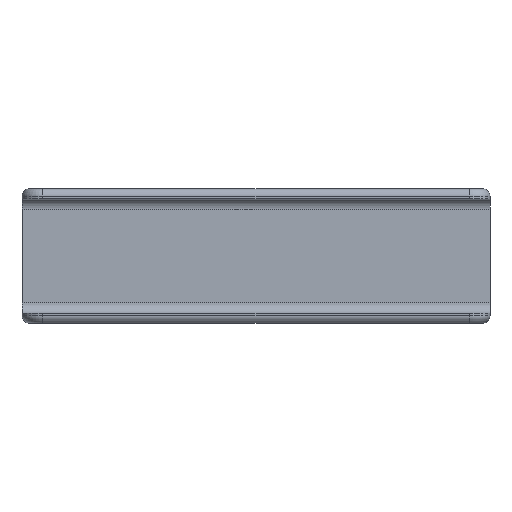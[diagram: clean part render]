
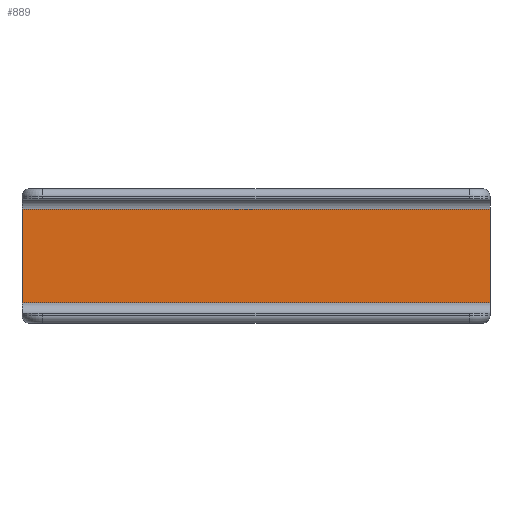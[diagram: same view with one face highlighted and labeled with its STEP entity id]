
A CAD part, top view. The second image highlights one B-rep face of the part: STEP entity #889.
In plain terms, the highlighted planar face has unit normal (0, 0, 1).
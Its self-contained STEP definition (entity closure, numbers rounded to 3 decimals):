
#32 = PLANE('',#33);
#33 = AXIS2_PLACEMENT_3D('',#34,#35,#36);
#34 = CARTESIAN_POINT('',(-45.3,-13.05,-11.74));
#35 = DIRECTION('',(1.,0.,0.));
#36 = DIRECTION('',(0.,0.,1.));
#261 = VERTEX_POINT('',#262);
#262 = CARTESIAN_POINT('',(-45.3,9.05,-9.74));
#277 = CYLINDRICAL_SURFACE('',#278,2.);
#278 = AXIS2_PLACEMENT_3D('',#279,#280,#281);
#279 = CARTESIAN_POINT('',(-60.,9.05,-7.74));
#280 = DIRECTION('',(1.,0.,0.));
#281 = DIRECTION('',(0.,1.,0.));
#289 = EDGE_CURVE('',#261,#290,#292,.T.);
#290 = VERTEX_POINT('',#291);
#291 = CARTESIAN_POINT('',(-45.3,-9.05,-9.74));
#292 = SURFACE_CURVE('',#293,(#297,#303),.PCURVE_S1.);
#293 = LINE('',#294,#295);
#294 = CARTESIAN_POINT('',(-45.3,-12.05,-9.74));
#295 = VECTOR('',#296,1.);
#296 = DIRECTION('',(0.,-1.,0.));
#297 = PCURVE('',#32,#298);
#298 = DEFINITIONAL_REPRESENTATION('',(#299),#302);
#299 = B_SPLINE_CURVE_WITH_KNOTS('',1,(#300,#301),.UNSPECIFIED.,.F.,.F.,
  (2,2),(-21.1,-3.),.PIECEWISE_BEZIER_KNOTS.);
#300 = CARTESIAN_POINT('',(2.,-22.1));
#301 = CARTESIAN_POINT('',(2.,-4.));
#302 = ( GEOMETRIC_REPRESENTATION_CONTEXT(2) 
PARAMETRIC_REPRESENTATION_CONTEXT() REPRESENTATION_CONTEXT('2D SPACE',''
  ) );
#303 = PCURVE('',#304,#309);
#304 = PLANE('',#305);
#305 = AXIS2_PLACEMENT_3D('',#306,#307,#308);
#306 = CARTESIAN_POINT('',(-60.,-11.05,-9.74));
#307 = DIRECTION('',(0.,0.,1.));
#308 = DIRECTION('',(1.,0.,0.));
#309 = DEFINITIONAL_REPRESENTATION('',(#310),#313);
#310 = B_SPLINE_CURVE_WITH_KNOTS('',1,(#311,#312),.UNSPECIFIED.,.F.,.F.,
  (2,2),(-21.1,-3.),.PIECEWISE_BEZIER_KNOTS.);
#311 = CARTESIAN_POINT('',(14.7,20.1));
#312 = CARTESIAN_POINT('',(14.7,2.));
#313 = ( GEOMETRIC_REPRESENTATION_CONTEXT(2) 
PARAMETRIC_REPRESENTATION_CONTEXT() REPRESENTATION_CONTEXT('2D SPACE',''
  ) );
#332 = CYLINDRICAL_SURFACE('',#333,2.);
#333 = AXIS2_PLACEMENT_3D('',#334,#335,#336);
#334 = CARTESIAN_POINT('',(-60.,-9.05,-7.74));
#335 = DIRECTION('',(1.,0.,0.));
#336 = DIRECTION('',(0.,-1.,0.));
#545 = PLANE('',#546);
#546 = AXIS2_PLACEMENT_3D('',#547,#548,#549);
#547 = CARTESIAN_POINT('',(45.3,-13.05,-11.74));
#548 = DIRECTION('',(1.,0.,0.));
#549 = DIRECTION('',(0.,0.,1.));
#792 = EDGE_CURVE('',#290,#793,#795,.T.);
#793 = VERTEX_POINT('',#794);
#794 = CARTESIAN_POINT('',(45.3,-9.05,-9.74));
#795 = SURFACE_CURVE('',#796,(#800,#807),.PCURVE_S1.);
#796 = LINE('',#797,#798);
#797 = CARTESIAN_POINT('',(-60.,-9.05,-9.74));
#798 = VECTOR('',#799,1.);
#799 = DIRECTION('',(1.,0.,0.));
#800 = PCURVE('',#332,#801);
#801 = DEFINITIONAL_REPRESENTATION('',(#802),#806);
#802 = LINE('',#803,#804);
#803 = CARTESIAN_POINT('',(1.571,0.));
#804 = VECTOR('',#805,1.);
#805 = DIRECTION('',(0.,1.));
#806 = ( GEOMETRIC_REPRESENTATION_CONTEXT(2) 
PARAMETRIC_REPRESENTATION_CONTEXT() REPRESENTATION_CONTEXT('2D SPACE',''
  ) );
#807 = PCURVE('',#304,#808);
#808 = DEFINITIONAL_REPRESENTATION('',(#809),#813);
#809 = LINE('',#810,#811);
#810 = CARTESIAN_POINT('',(0.,2.));
#811 = VECTOR('',#812,1.);
#812 = DIRECTION('',(1.,0.));
#813 = ( GEOMETRIC_REPRESENTATION_CONTEXT(2) 
PARAMETRIC_REPRESENTATION_CONTEXT() REPRESENTATION_CONTEXT('2D SPACE',''
  ) );
#889 = ADVANCED_FACE('',(#890),#304,.T.);
#890 = FACE_BOUND('',#891,.T.);
#891 = EDGE_LOOP('',(#892,#893,#894,#915));
#892 = ORIENTED_EDGE('',*,*,#289,.T.);
#893 = ORIENTED_EDGE('',*,*,#792,.T.);
#894 = ORIENTED_EDGE('',*,*,#895,.F.);
#895 = EDGE_CURVE('',#896,#793,#898,.T.);
#896 = VERTEX_POINT('',#897);
#897 = CARTESIAN_POINT('',(45.3,9.05,-9.74));
#898 = SURFACE_CURVE('',#899,(#903,#909),.PCURVE_S1.);
#899 = LINE('',#900,#901);
#900 = CARTESIAN_POINT('',(45.3,-12.05,-9.74));
#901 = VECTOR('',#902,1.);
#902 = DIRECTION('',(0.,-1.,0.));
#903 = PCURVE('',#304,#904);
#904 = DEFINITIONAL_REPRESENTATION('',(#905),#908);
#905 = B_SPLINE_CURVE_WITH_KNOTS('',1,(#906,#907),.UNSPECIFIED.,.F.,.F.,
  (2,2),(-21.1,-3.),.PIECEWISE_BEZIER_KNOTS.);
#906 = CARTESIAN_POINT('',(105.3,20.1));
#907 = CARTESIAN_POINT('',(105.3,2.));
#908 = ( GEOMETRIC_REPRESENTATION_CONTEXT(2) 
PARAMETRIC_REPRESENTATION_CONTEXT() REPRESENTATION_CONTEXT('2D SPACE',''
  ) );
#909 = PCURVE('',#545,#910);
#910 = DEFINITIONAL_REPRESENTATION('',(#911),#914);
#911 = B_SPLINE_CURVE_WITH_KNOTS('',1,(#912,#913),.UNSPECIFIED.,.F.,.F.,
  (2,2),(-21.1,-3.),.PIECEWISE_BEZIER_KNOTS.);
#912 = CARTESIAN_POINT('',(2.,-22.1));
#913 = CARTESIAN_POINT('',(2.,-4.));
#914 = ( GEOMETRIC_REPRESENTATION_CONTEXT(2) 
PARAMETRIC_REPRESENTATION_CONTEXT() REPRESENTATION_CONTEXT('2D SPACE',''
  ) );
#915 = ORIENTED_EDGE('',*,*,#916,.F.);
#916 = EDGE_CURVE('',#261,#896,#917,.T.);
#917 = SURFACE_CURVE('',#918,(#922,#929),.PCURVE_S1.);
#918 = LINE('',#919,#920);
#919 = CARTESIAN_POINT('',(-60.,9.05,-9.74));
#920 = VECTOR('',#921,1.);
#921 = DIRECTION('',(1.,0.,0.));
#922 = PCURVE('',#304,#923);
#923 = DEFINITIONAL_REPRESENTATION('',(#924),#928);
#924 = LINE('',#925,#926);
#925 = CARTESIAN_POINT('',(0.,20.1));
#926 = VECTOR('',#927,1.);
#927 = DIRECTION('',(1.,0.));
#928 = ( GEOMETRIC_REPRESENTATION_CONTEXT(2) 
PARAMETRIC_REPRESENTATION_CONTEXT() REPRESENTATION_CONTEXT('2D SPACE',''
  ) );
#929 = PCURVE('',#277,#930);
#930 = DEFINITIONAL_REPRESENTATION('',(#931),#935);
#931 = LINE('',#932,#933);
#932 = CARTESIAN_POINT('',(-1.571,0.));
#933 = VECTOR('',#934,1.);
#934 = DIRECTION('',(-0.,1.));
#935 = ( GEOMETRIC_REPRESENTATION_CONTEXT(2) 
PARAMETRIC_REPRESENTATION_CONTEXT() REPRESENTATION_CONTEXT('2D SPACE',''
  ) );
